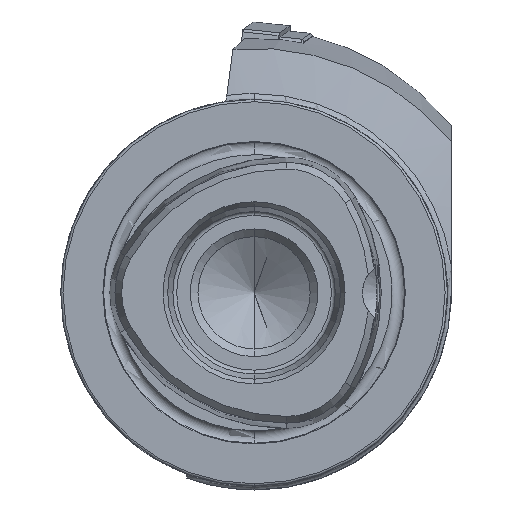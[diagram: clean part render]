
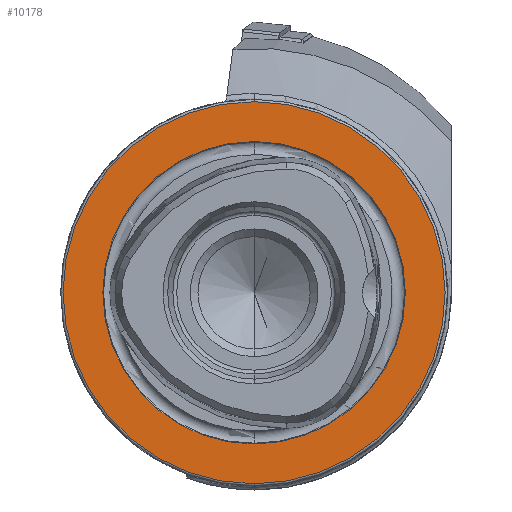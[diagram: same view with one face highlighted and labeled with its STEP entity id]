
A CAD part, left-side view. The second image highlights one B-rep face of the part: STEP entity #10178.
In plain terms, the highlighted planar face has unit normal (-1, 0, 0).
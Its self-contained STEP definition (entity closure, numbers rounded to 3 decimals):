
#84 = CARTESIAN_POINT ( 'NONE',  ( 0., 19.55, 0. ) ) ;
#87 = PLANE ( 'NONE',  #1480 ) ;
#89 = DIRECTION ( 'NONE',  ( 1., 0., 0. ) ) ;
#90 = DIRECTION ( 'NONE',  ( 0., 0., -1. ) ) ;
#1209 = EDGE_LOOP ( 'NONE', ( #1249, #1250 ) ) ;
#1214 = EDGE_LOOP ( 'NONE', ( #1247, #1248 ) ) ;
#1247 = ORIENTED_EDGE ( 'NONE', *, *, #8848, .F. ) ;
#1248 = ORIENTED_EDGE ( 'NONE', *, *, #6559, .F. ) ;
#1249 = ORIENTED_EDGE ( 'NONE', *, *, #6563, .T. ) ;
#1250 = ORIENTED_EDGE ( 'NONE', *, *, #8847, .T. ) ;
#1480 = AXIS2_PLACEMENT_3D ( 'NONE', #84, #89, #90 ) ;
#1647 = FACE_BOUND ( 'NONE', #1214, .T. ) ;
#1650 = FACE_OUTER_BOUND ( 'NONE', #1209, .T. ) ;
#1844 = CARTESIAN_POINT ( 'NONE',  ( 0., 0., 0. ) ) ;
#1845 = DIRECTION ( 'NONE',  ( -1., 0., 0. ) ) ;
#1846 = DIRECTION ( 'NONE',  ( 0., 0., 1. ) ) ;
#1848 = CARTESIAN_POINT ( 'NONE',  ( 0., 0., 0. ) ) ;
#1849 = DIRECTION ( 'NONE',  ( -1., 0., 0. ) ) ;
#1850 = DIRECTION ( 'NONE',  ( 0., 0., 1. ) ) ;
#3594 = CARTESIAN_POINT ( 'NONE',  ( 0., 0., 0. ) ) ;
#3595 = DIRECTION ( 'NONE',  ( -1., 0., 0. ) ) ;
#3596 = DIRECTION ( 'NONE',  ( 0., 0., 1. ) ) ;
#3605 = CARTESIAN_POINT ( 'NONE',  ( 0., 0., 0. ) ) ;
#3606 = DIRECTION ( 'NONE',  ( -1., 0., 0. ) ) ;
#3607 = DIRECTION ( 'NONE',  ( 0., 0., 1. ) ) ;
#5935 = CARTESIAN_POINT ( 'NONE',  ( 0., 0., -19.55 ) ) ;
#5937 = CARTESIAN_POINT ( 'NONE',  ( 0., 0., 19.55 ) ) ;
#5939 = CARTESIAN_POINT ( 'NONE',  ( 0., 0., 24.7 ) ) ;
#5940 = CARTESIAN_POINT ( 'NONE',  ( 0., 0., -24.7 ) ) ;
#6559 = EDGE_CURVE ( 'NONE', #7303, #7305, #7950, .T. ) ;
#6563 = EDGE_CURVE ( 'NONE', #7307, #7308, #7957, .T. ) ;
#7303 = VERTEX_POINT ( 'NONE', #5935 ) ;
#7305 = VERTEX_POINT ( 'NONE', #5937 ) ;
#7307 = VERTEX_POINT ( 'NONE', #5939 ) ;
#7308 = VERTEX_POINT ( 'NONE', #5940 ) ;
#7950 = CIRCLE ( 'NONE', #11258, 19.55 ) ;
#7957 = CIRCLE ( 'NONE', #11261, 24.7 ) ;
#8847 = EDGE_CURVE ( 'NONE', #7308, #7307, #9883, .T. ) ;
#8848 = EDGE_CURVE ( 'NONE', #7305, #7303, #9884, .T. ) ;
#9883 = CIRCLE ( 'NONE', #11315, 24.7 ) ;
#9884 = CIRCLE ( 'NONE', #11316, 19.55 ) ;
#10178 = ADVANCED_FACE ( 'NONE', ( #1647, #1650 ), #87, .F. ) ;
#11258 = AXIS2_PLACEMENT_3D ( 'NONE', #3594, #3595, #3596 ) ;
#11261 = AXIS2_PLACEMENT_3D ( 'NONE', #3605, #3606, #3607 ) ;
#11315 = AXIS2_PLACEMENT_3D ( 'NONE', #1844, #1845, #1846 ) ;
#11316 = AXIS2_PLACEMENT_3D ( 'NONE', #1848, #1849, #1850 ) ;
